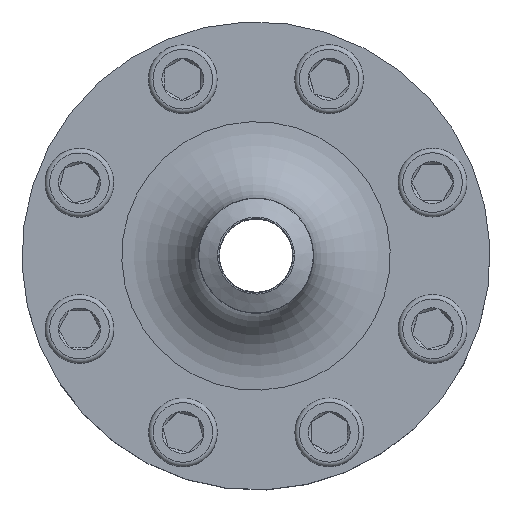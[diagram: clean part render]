
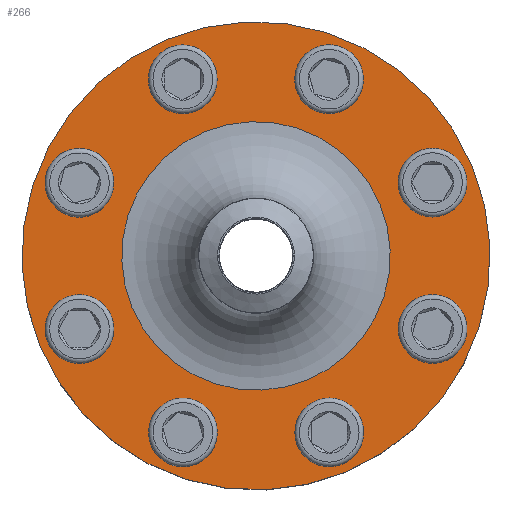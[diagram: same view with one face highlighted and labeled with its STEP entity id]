
A CAD part, top view. The second image highlights one B-rep face of the part: STEP entity #266.
In plain terms, the highlighted face is planar.
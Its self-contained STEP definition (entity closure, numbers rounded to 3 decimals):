
#266=ADVANCED_FACE('',(#365,#366,#367,#368,#369,#370,#371,#372,#373,#374),
#300,.T.);
#300=PLANE('',#988);
#365=FACE_BOUND('',#488,.T.);
#366=FACE_BOUND('',#489,.T.);
#367=FACE_BOUND('',#490,.T.);
#368=FACE_BOUND('',#491,.T.);
#369=FACE_BOUND('',#492,.T.);
#370=FACE_BOUND('',#493,.T.);
#371=FACE_BOUND('',#494,.T.);
#372=FACE_BOUND('',#495,.T.);
#373=FACE_BOUND('',#496,.T.);
#374=FACE_BOUND('',#497,.T.);
#488=EDGE_LOOP('',(#644));
#489=EDGE_LOOP('',(#645));
#490=EDGE_LOOP('',(#646));
#491=EDGE_LOOP('',(#647));
#492=EDGE_LOOP('',(#648));
#493=EDGE_LOOP('',(#649));
#494=EDGE_LOOP('',(#650));
#495=EDGE_LOOP('',(#651));
#496=EDGE_LOOP('',(#652));
#497=EDGE_LOOP('',(#653));
#644=ORIENTED_EDGE('',*,*,#817,.T.);
#645=ORIENTED_EDGE('',*,*,#818,.T.);
#646=ORIENTED_EDGE('',*,*,#819,.T.);
#647=ORIENTED_EDGE('',*,*,#820,.T.);
#648=ORIENTED_EDGE('',*,*,#821,.F.);
#649=ORIENTED_EDGE('',*,*,#822,.F.);
#650=ORIENTED_EDGE('',*,*,#823,.F.);
#651=ORIENTED_EDGE('',*,*,#824,.F.);
#652=ORIENTED_EDGE('',*,*,#808,.T.);
#653=ORIENTED_EDGE('',*,*,#795,.T.);
#716=VERTEX_POINT('',#1427);
#729=VERTEX_POINT('',#1467);
#738=VERTEX_POINT('',#1487);
#739=VERTEX_POINT('',#1489);
#740=VERTEX_POINT('',#1491);
#741=VERTEX_POINT('',#1493);
#742=VERTEX_POINT('',#1495);
#743=VERTEX_POINT('',#1497);
#744=VERTEX_POINT('',#1499);
#745=VERTEX_POINT('',#1501);
#795=EDGE_CURVE('',#716,#716,#855,.T.);
#808=EDGE_CURVE('',#729,#729,#868,.T.);
#817=EDGE_CURVE('',#738,#738,#877,.T.);
#818=EDGE_CURVE('',#739,#739,#878,.T.);
#819=EDGE_CURVE('',#740,#740,#879,.T.);
#820=EDGE_CURVE('',#741,#741,#880,.T.);
#821=EDGE_CURVE('',#742,#742,#881,.T.);
#822=EDGE_CURVE('',#743,#743,#882,.T.);
#823=EDGE_CURVE('',#744,#744,#883,.T.);
#824=EDGE_CURVE('',#745,#745,#884,.T.);
#855=CIRCLE('',#942,70.25);
#868=CIRCLE('',#969,122.5);
#877=CIRCLE('',#980,13.);
#878=CIRCLE('',#981,13.);
#879=CIRCLE('',#982,13.);
#880=CIRCLE('',#983,13.);
#881=CIRCLE('',#984,12.5);
#882=CIRCLE('',#985,12.5);
#883=CIRCLE('',#986,12.5);
#884=CIRCLE('',#987,12.5);
#942=AXIS2_PLACEMENT_3D('',#1426,#1135,#1136);
#969=AXIS2_PLACEMENT_3D('',#1466,#1189,#1190);
#980=AXIS2_PLACEMENT_3D('',#1486,#1211,#1212);
#981=AXIS2_PLACEMENT_3D('',#1488,#1213,#1214);
#982=AXIS2_PLACEMENT_3D('',#1490,#1215,#1216);
#983=AXIS2_PLACEMENT_3D('',#1492,#1217,#1218);
#984=AXIS2_PLACEMENT_3D('',#1494,#1219,#1220);
#985=AXIS2_PLACEMENT_3D('',#1496,#1221,#1222);
#986=AXIS2_PLACEMENT_3D('',#1498,#1223,#1224);
#987=AXIS2_PLACEMENT_3D('',#1500,#1225,#1226);
#988=AXIS2_PLACEMENT_3D('',#1502,#1227,#1228);
#1135=DIRECTION('',(-1.,0.,0.));
#1136=DIRECTION('',(0.,0.,1.));
#1189=DIRECTION('',(1.,0.,0.));
#1190=DIRECTION('',(0.,1.,0.));
#1211=DIRECTION('',(-1.,0.,0.));
#1212=DIRECTION('',(0.,0.,-1.));
#1213=DIRECTION('',(-1.,0.,0.));
#1214=DIRECTION('',(0.,0.,-1.));
#1215=DIRECTION('',(-1.,0.,0.));
#1216=DIRECTION('',(0.,0.,-1.));
#1217=DIRECTION('',(-1.,0.,0.));
#1218=DIRECTION('',(0.,0.,-1.));
#1219=DIRECTION('',(1.,0.,0.));
#1220=DIRECTION('',(0.,0.,-1.));
#1221=DIRECTION('',(1.,0.,0.));
#1222=DIRECTION('',(0.,0.,-1.));
#1223=DIRECTION('',(1.,0.,0.));
#1224=DIRECTION('',(0.,0.,-1.));
#1225=DIRECTION('',(1.,0.,0.));
#1226=DIRECTION('',(0.,0.,-1.));
#1227=DIRECTION('',(1.,0.,0.));
#1228=DIRECTION('',(0.,0.,-1.));
#1426=CARTESIAN_POINT('',(70.,0.,0.));
#1427=CARTESIAN_POINT('',(70.,0.,70.25));
#1466=CARTESIAN_POINT('',(70.,0.,0.));
#1467=CARTESIAN_POINT('',(70.,122.5,0.));
#1486=CARTESIAN_POINT('',(70.,0.,-100.));
#1487=CARTESIAN_POINT('',(70.,0.,-113.));
#1488=CARTESIAN_POINT('',(70.,-70.711,-70.711));
#1489=CARTESIAN_POINT('',(70.,-70.711,-83.711));
#1490=CARTESIAN_POINT('',(70.,-70.711,70.711));
#1491=CARTESIAN_POINT('',(70.,-70.711,57.711));
#1492=CARTESIAN_POINT('',(70.,-100.,0.));
#1493=CARTESIAN_POINT('',(70.,-100.,-13.));
#1494=CARTESIAN_POINT('',(70.,0.,100.));
#1495=CARTESIAN_POINT('',(70.,0.,87.5));
#1496=CARTESIAN_POINT('',(70.,70.711,70.711));
#1497=CARTESIAN_POINT('',(70.,70.711,58.211));
#1498=CARTESIAN_POINT('',(70.,100.,0.));
#1499=CARTESIAN_POINT('',(70.,100.,-12.5));
#1500=CARTESIAN_POINT('',(70.,70.711,-70.711));
#1501=CARTESIAN_POINT('',(70.,70.711,-83.211));
#1502=CARTESIAN_POINT('',(70.,0.,0.));
